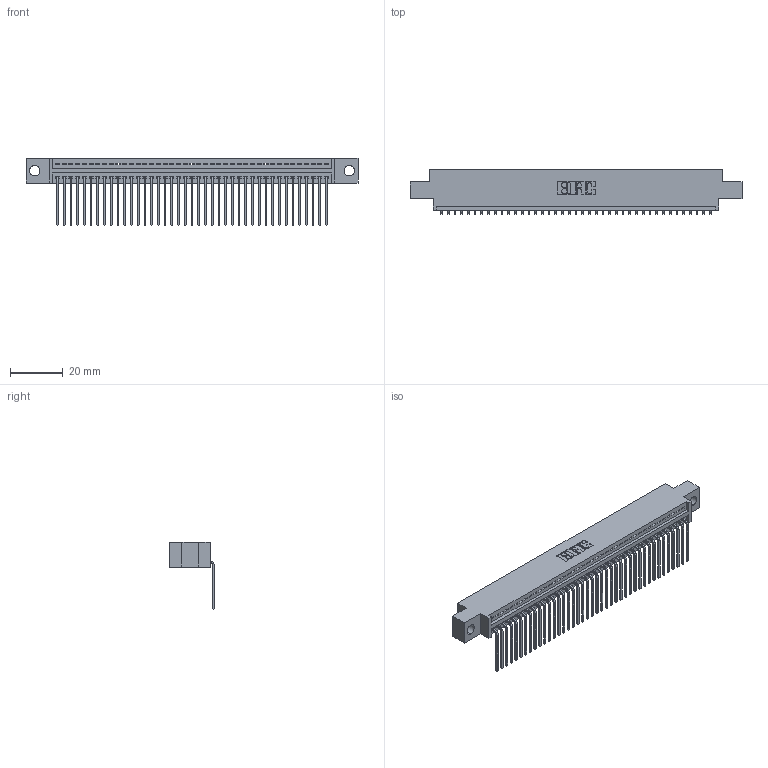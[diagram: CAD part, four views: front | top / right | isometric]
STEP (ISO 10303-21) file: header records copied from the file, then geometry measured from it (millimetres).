
FILE_DESCRIPTION (( 'STEP AP203' ), '1' );
FILE_NAME ('345-041-559-604.STEP', '2018-09-05T09:49:00', ( '' ), ( '' ), 'SwSTEP 2.0', 'SolidWorks 2016', '' );
FILE_SCHEMA (( 'CONFIG_CONTROL_DESIGN' ));
Length unit declared in the file: inch
Products named in the file (3): 345 Part_0.170 Offset - 0.156 Dia-TH; 345-292-001_558 559 Tail - 1; 345-041-559-604
Assembly tree (42 placements, depth 2):
  345-041-559-604
    345 Part_0.170 Offset - 0.156 Dia-TH
    345-292-001_558 559 Tail - 1  x41
Bounding box: 125.35 x 16.75 x 25.53 mm (x, y, z)
Volume: 11832.9 mm3; surface area: 16449.3 mm2
Topology: 42 solids, 42 shells, 2590 faces, 7815 edges, 5154 vertices
Faces by surface type: plane 1806, cylinder 784
Entity records: 31211 total; most frequent: CARTESIAN_POINT 5415, ORIENTED_EDGE 5390, DIRECTION 4729, EDGE_CURVE 2695, LINE 2399, VECTOR 2399, VERTEX_POINT 1794, AXIS2_PLACEMENT_3D 1165
